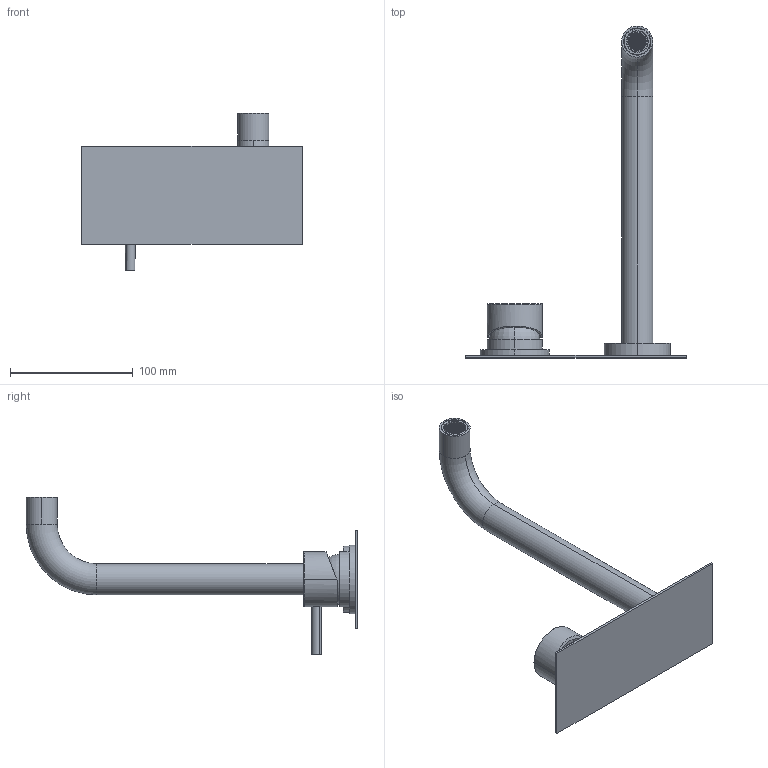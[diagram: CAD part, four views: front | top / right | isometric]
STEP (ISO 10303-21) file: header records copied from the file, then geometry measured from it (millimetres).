
FILE_DESCRIPTION (( 'STEP AP214' ), '1' );
FILE_NAME ('SMOS25250LH_shell.STEP', '2017-08-03T22:54:15', ( 'khoa' ), ( '' ), 'SwSTEP 2.0', 'SolidWorks 2016', '' );
FILE_SCHEMA (( 'AUTOMOTIVE_DESIGN' ));
Length unit declared in the file: millimetre
Products named in the file (2): SMOS25250LH_shell
Bounding box: 180 x 270.7 x 128.54 mm (x, y, z)
Volume: 141711.9 mm3; surface area: 93943.1 mm2
Topology: 4 solids, 5 shells, 1217 faces, 3066 edges, 2032 vertices
Faces by surface type: plane 1101, cylinder 82, cone 24, torus 10
Entity records: 49349 total; most frequent: CARTESIAN_POINT 6474, ORIENTED_EDGE 6132, DIRECTION 5710, EDGE_CURVE 3066, VECTOR 2828, LINE 2828, VERTEX_POINT 2032, AXIS2_PLACEMENT_3D 1441
